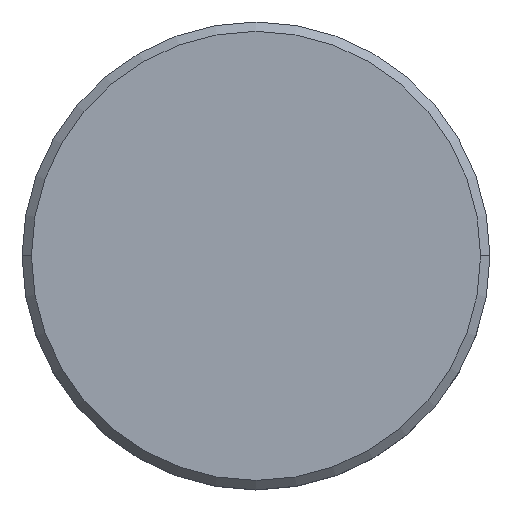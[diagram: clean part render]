
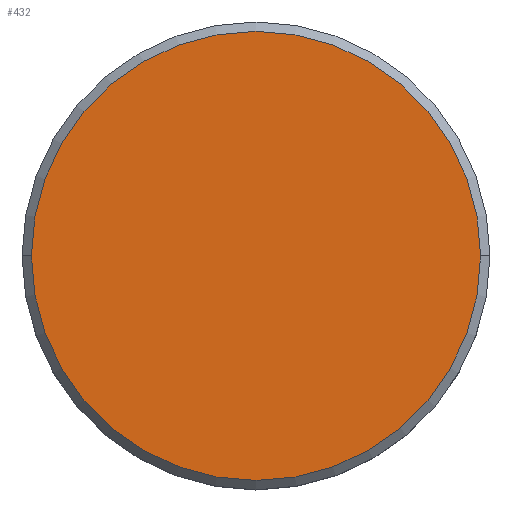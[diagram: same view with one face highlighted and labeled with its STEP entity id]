
A CAD part, top view. The second image highlights one B-rep face of the part: STEP entity #432.
In plain terms, the highlighted planar face has unit normal (0, 0, 1).
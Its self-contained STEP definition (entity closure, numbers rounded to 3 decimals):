
#42 = DIRECTION ( 'NONE',  ( 1., 0., 0. ) ) ;
#131 = VERTEX_POINT ( 'NONE', #489 ) ;
#164 = EDGE_CURVE ( 'NONE', #131, #941, #466, .T. ) ;
#174 = CARTESIAN_POINT ( 'NONE',  ( 0., 0., 0. ) ) ;
#191 = DIRECTION ( 'NONE',  ( 0., 0., 1. ) ) ;
#222 = AXIS2_PLACEMENT_3D ( 'NONE', #174, #701, #359 ) ;
#245 = DIRECTION ( 'NONE',  ( 1., 0., 0. ) ) ;
#314 = EDGE_LOOP ( 'NONE', ( #575, #828 ) ) ;
#359 = DIRECTION ( 'NONE',  ( 1., 0., 0. ) ) ;
#432 = ADVANCED_FACE ( 'NONE', ( #617 ), #993, .T. ) ;
#466 = CIRCLE ( 'NONE', #675, 12. ) ;
#489 = CARTESIAN_POINT ( 'NONE',  ( -12., 0., 0. ) ) ;
#575 = ORIENTED_EDGE ( 'NONE', *, *, #164, .T. ) ;
#582 = CIRCLE ( 'NONE', #222, 12. ) ;
#617 = FACE_OUTER_BOUND ( 'NONE', #314, .T. ) ;
#640 = EDGE_CURVE ( 'NONE', #941, #131, #582, .T. ) ;
#675 = AXIS2_PLACEMENT_3D ( 'NONE', #942, #191, #42 ) ;
#698 = CARTESIAN_POINT ( 'NONE',  ( 12., 0., 0. ) ) ;
#701 = DIRECTION ( 'NONE',  ( 0., 0., 1. ) ) ;
#828 = ORIENTED_EDGE ( 'NONE', *, *, #640, .T. ) ;
#941 = VERTEX_POINT ( 'NONE', #698 ) ;
#942 = CARTESIAN_POINT ( 'NONE',  ( 0., 0., 0. ) ) ;
#993 = PLANE ( 'NONE',  #1107 ) ;
#1074 = DIRECTION ( 'NONE',  ( 0., 0., 1. ) ) ;
#1107 = AXIS2_PLACEMENT_3D ( 'NONE', #1173, #1074, #245 ) ;
#1173 = CARTESIAN_POINT ( 'NONE',  ( 0., 0., 0. ) ) ;
